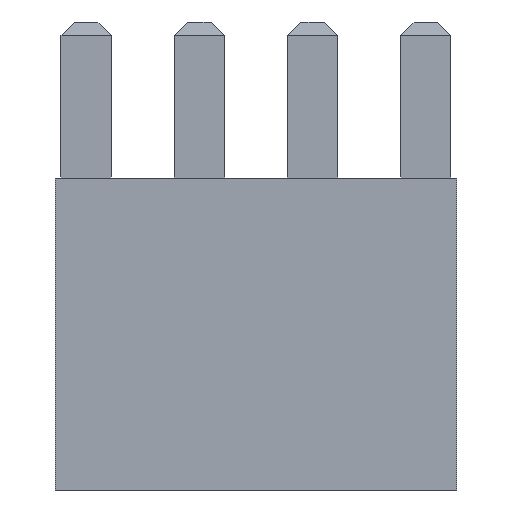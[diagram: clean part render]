
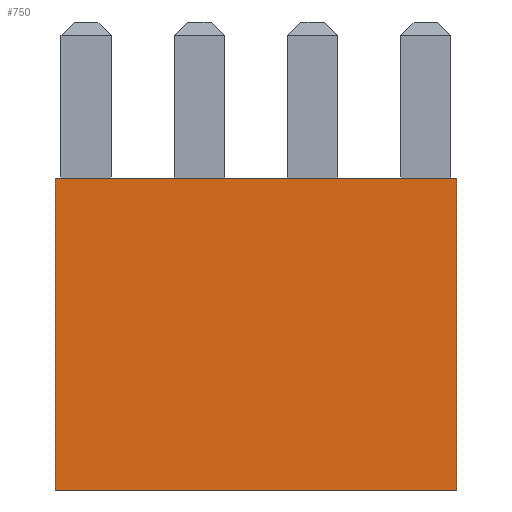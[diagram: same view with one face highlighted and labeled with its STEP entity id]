
A CAD part, front view. The second image highlights one B-rep face of the part: STEP entity #750.
In plain terms, the highlighted planar face has unit normal (0, -1, 0).
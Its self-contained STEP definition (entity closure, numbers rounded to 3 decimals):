
#25 = AXIS2_PLACEMENT_3D ( 'NONE', #558, #578, #579 ) ;
#256 = VECTOR ( 'NONE', #3360, 1000. ) ;
#265 = VECTOR ( 'NONE', #3424, 1000. ) ;
#279 = VECTOR ( 'NONE', #3429, 1000. ) ;
#280 = VECTOR ( 'NONE', #3433, 1000. ) ;
#306 = VERTEX_POINT ( 'NONE', #1270 ) ;
#307 = VERTEX_POINT ( 'NONE', #1268 ) ;
#364 = EDGE_LOOP ( 'NONE', ( #1475, #1477, #1479, #1481 ) ) ;
#558 = CARTESIAN_POINT ( 'NONE',  ( -4.5, -4.5, 7. ) ) ;
#575 = FACE_OUTER_BOUND ( 'NONE', #364, .T. ) ;
#576 = PLANE ( 'NONE',  #25 ) ;
#578 = DIRECTION ( 'NONE',  ( 0., 1., 0. ) ) ;
#579 = DIRECTION ( 'NONE',  ( 0., 0., 1. ) ) ;
#694 = VERTEX_POINT ( 'NONE', #3743 ) ;
#750 = ADVANCED_FACE ( 'NONE', ( #575 ), #576, .F. ) ;
#964 = CARTESIAN_POINT ( 'NONE',  ( 4.5, -4.5, 0. ) ) ;
#1268 = CARTESIAN_POINT ( 'NONE',  ( 4.5, -4.5, 7. ) ) ;
#1270 = CARTESIAN_POINT ( 'NONE',  ( -4.5, -4.5, 7. ) ) ;
#1475 = ORIENTED_EDGE ( 'NONE', *, *, #4023, .T. ) ;
#1477 = ORIENTED_EDGE ( 'NONE', *, *, #4024, .F. ) ;
#1479 = ORIENTED_EDGE ( 'NONE', *, *, #4000, .F. ) ;
#1481 = ORIENTED_EDGE ( 'NONE', *, *, #4021, .T. ) ;
#2574 = VERTEX_POINT ( 'NONE', #964 ) ;
#3358 = LINE ( 'NONE', #3359, #256 ) ;
#3359 = CARTESIAN_POINT ( 'NONE',  ( -4.5, -4.5, 7. ) ) ;
#3360 = DIRECTION ( 'NONE',  ( 1., 0., 0. ) ) ;
#3374 = LINE ( 'NONE', #3422, #265 ) ;
#3422 = CARTESIAN_POINT ( 'NONE',  ( -4.5, -4.5, 7. ) ) ;
#3424 = DIRECTION ( 'NONE',  ( 0., 0., -1. ) ) ;
#3427 = LINE ( 'NONE', #3428, #279 ) ;
#3428 = CARTESIAN_POINT ( 'NONE',  ( -4.5, -4.5, 0. ) ) ;
#3429 = DIRECTION ( 'NONE',  ( 1., 0., 0. ) ) ;
#3430 = LINE ( 'NONE', #3432, #280 ) ;
#3432 = CARTESIAN_POINT ( 'NONE',  ( 4.5, -4.5, 7. ) ) ;
#3433 = DIRECTION ( 'NONE',  ( 0., 0., -1. ) ) ;
#3743 = CARTESIAN_POINT ( 'NONE',  ( -4.5, -4.5, 0. ) ) ;
#4000 = EDGE_CURVE ( 'NONE', #306, #307, #3358, .T. ) ;
#4021 = EDGE_CURVE ( 'NONE', #306, #694, #3374, .T. ) ;
#4023 = EDGE_CURVE ( 'NONE', #694, #2574, #3427, .T. ) ;
#4024 = EDGE_CURVE ( 'NONE', #307, #2574, #3430, .T. ) ;
